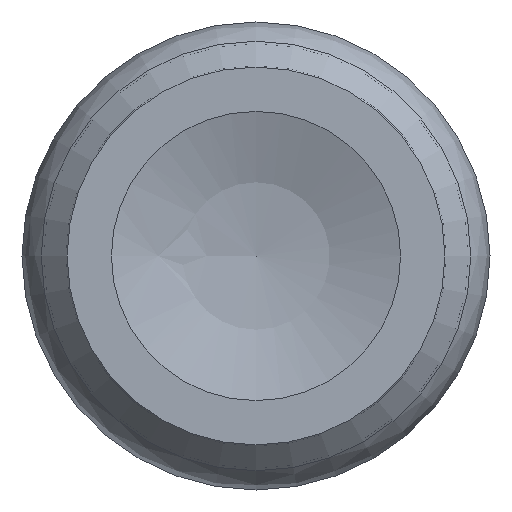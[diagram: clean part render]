
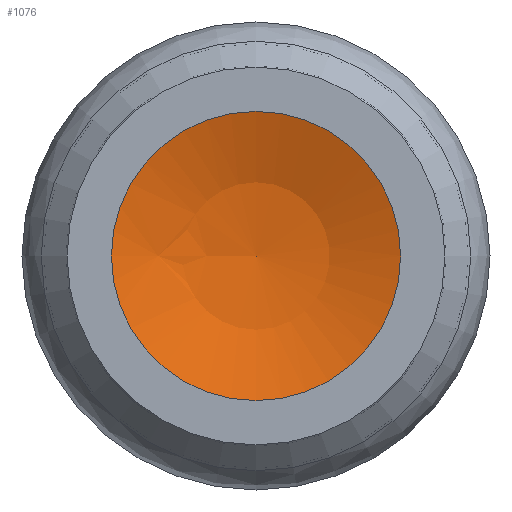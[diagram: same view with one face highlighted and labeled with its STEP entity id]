
A CAD part, front view. The second image highlights one B-rep face of the part: STEP entity #1076.
In plain terms, the highlighted spherical face has radius 57.2 mm.
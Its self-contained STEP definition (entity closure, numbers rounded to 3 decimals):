
#1010 = CYLINDRICAL_SURFACE('',#1011,22.);
#1011 = AXIS2_PLACEMENT_3D('',#1012,#1013,#1014);
#1012 = CARTESIAN_POINT('',(0.,-1.,0.));
#1013 = DIRECTION('',(0.,1.,0.));
#1014 = DIRECTION('',(-1.,0.,0.));
#1027 = VERTEX_POINT('',#1028);
#1028 = CARTESIAN_POINT('',(-22.,5.,0.));
#1049 = EDGE_CURVE('',#1027,#1027,#1050,.T.);
#1050 = SURFACE_CURVE('',#1051,(#1056,#1063),.PCURVE_S1.);
#1051 = CIRCLE('',#1052,22.);
#1052 = AXIS2_PLACEMENT_3D('',#1053,#1054,#1055);
#1053 = CARTESIAN_POINT('',(0.,5.,0.));
#1054 = DIRECTION('',(0.,1.,0.));
#1055 = DIRECTION('',(-1.,0.,0.));
#1056 = PCURVE('',#1010,#1057);
#1057 = DEFINITIONAL_REPRESENTATION('',(#1058),#1062);
#1058 = LINE('',#1059,#1060);
#1059 = CARTESIAN_POINT('',(0.,6.));
#1060 = VECTOR('',#1061,1.);
#1061 = DIRECTION('',(1.,0.));
#1062 = ( GEOMETRIC_REPRESENTATION_CONTEXT(2) 
PARAMETRIC_REPRESENTATION_CONTEXT() REPRESENTATION_CONTEXT('2D SPACE',''
  ) );
#1063 = PCURVE('',#1064,#1069);
#1064 = SPHERICAL_SURFACE('',#1065,57.2);
#1065 = AXIS2_PLACEMENT_3D('',#1066,#1067,#1068);
#1066 = CARTESIAN_POINT('',(0.,-47.8,0.));
#1067 = DIRECTION('',(-0.,-1.,-0.));
#1068 = DIRECTION('',(-1.,0.,0.));
#1069 = DEFINITIONAL_REPRESENTATION('',(#1070),#1074);
#1070 = LINE('',#1071,#1072);
#1071 = CARTESIAN_POINT('',(-0.,-1.176));
#1072 = VECTOR('',#1073,1.);
#1073 = DIRECTION('',(-1.,0.));
#1074 = ( GEOMETRIC_REPRESENTATION_CONTEXT(2) 
PARAMETRIC_REPRESENTATION_CONTEXT() REPRESENTATION_CONTEXT('2D SPACE',''
  ) );
#1076 = ADVANCED_FACE('',(#1077),#1064,.F.);
#1077 = FACE_BOUND('',#1078,.T.);
#1078 = EDGE_LOOP('',(#1079,#1103,#1104));
#1079 = ORIENTED_EDGE('',*,*,#1080,.T.);
#1080 = EDGE_CURVE('',#1081,#1027,#1083,.T.);
#1081 = VERTEX_POINT('',#1082);
#1082 = CARTESIAN_POINT('',(0.,9.4,0.));
#1083 = SEAM_CURVE('',#1084,(#1089,#1096),.PCURVE_S1.);
#1084 = CIRCLE('',#1085,57.2);
#1085 = AXIS2_PLACEMENT_3D('',#1086,#1087,#1088);
#1086 = CARTESIAN_POINT('',(0.,-47.8,0.));
#1087 = DIRECTION('',(0.,0.,1.));
#1088 = DIRECTION('',(1.,0.,0.));
#1089 = PCURVE('',#1064,#1090);
#1090 = DEFINITIONAL_REPRESENTATION('',(#1091),#1095);
#1091 = LINE('',#1092,#1093);
#1092 = CARTESIAN_POINT('',(-0.,-3.142));
#1093 = VECTOR('',#1094,1.);
#1094 = DIRECTION('',(-0.,1.));
#1095 = ( GEOMETRIC_REPRESENTATION_CONTEXT(2) 
PARAMETRIC_REPRESENTATION_CONTEXT() REPRESENTATION_CONTEXT('2D SPACE',''
  ) );
#1096 = PCURVE('',#1064,#1097);
#1097 = DEFINITIONAL_REPRESENTATION('',(#1098),#1102);
#1098 = LINE('',#1099,#1100);
#1099 = CARTESIAN_POINT('',(-6.283,-3.142));
#1100 = VECTOR('',#1101,1.);
#1101 = DIRECTION('',(-0.,1.));
#1102 = ( GEOMETRIC_REPRESENTATION_CONTEXT(2) 
PARAMETRIC_REPRESENTATION_CONTEXT() REPRESENTATION_CONTEXT('2D SPACE',''
  ) );
#1103 = ORIENTED_EDGE('',*,*,#1049,.F.);
#1104 = ORIENTED_EDGE('',*,*,#1080,.F.);
